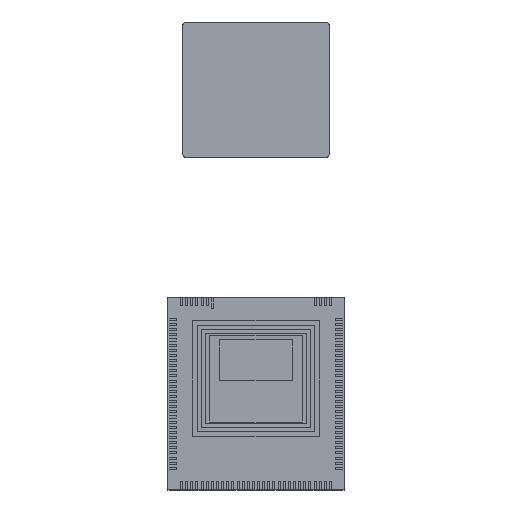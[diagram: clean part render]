
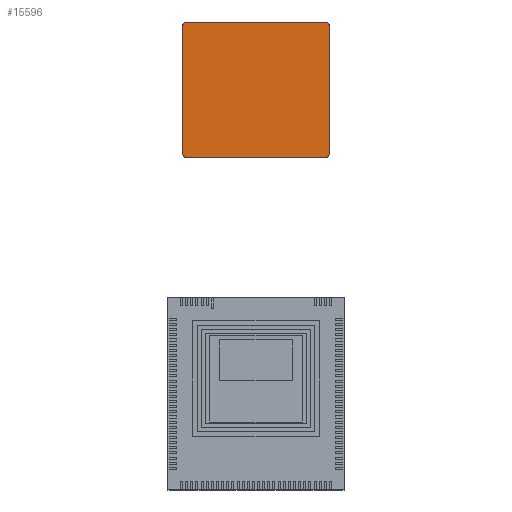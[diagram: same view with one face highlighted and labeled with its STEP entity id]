
A CAD part, top view. The second image highlights one B-rep face of the part: STEP entity #15596.
In plain terms, the highlighted planar face has unit normal (0, 0, 1).
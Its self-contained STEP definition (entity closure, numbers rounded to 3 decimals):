
#15330=CARTESIAN_POINT('',(12.062,64.402,4.29));
#15331=VERTEX_POINT('',#15330);
#15332=CARTESIAN_POINT('',(12.662,63.802,4.29));
#15333=VERTEX_POINT('',#15332);
#15334=CARTESIAN_POINT('',(12.062,63.802,4.29));
#15335=DIRECTION('',(0.0,0.0,-1.0));
#15336=DIRECTION('',(0.707,0.707,0.0));
#15337=AXIS2_PLACEMENT_3D('',#15334,#15335,#15336);
#15338=CIRCLE('',#15337,0.6);
#15339=EDGE_CURVE('',#15331,#15333,#15338,.T.);
#15372=CARTESIAN_POINT('',(12.662,41.532,4.29));
#15373=VERTEX_POINT('',#15372);
#15374=CARTESIAN_POINT('',(12.662,63.802,4.29));
#15375=DIRECTION('',(0.0,-1.0,0.0));
#15376=VECTOR('',#15375,22.27);
#15377=LINE('',#15374,#15376);
#15378=EDGE_CURVE('',#15333,#15373,#15377,.T.);
#15403=CARTESIAN_POINT('',(12.062,40.932,4.29));
#15404=VERTEX_POINT('',#15403);
#15405=CARTESIAN_POINT('',(12.062,41.532,4.29));
#15406=DIRECTION('',(0.0,0.0,-1.0));
#15407=DIRECTION('',(0.707,-0.707,0.0));
#15408=AXIS2_PLACEMENT_3D('',#15405,#15406,#15407);
#15409=CIRCLE('',#15408,0.6);
#15410=EDGE_CURVE('',#15373,#15404,#15409,.T.);
#15436=CARTESIAN_POINT('',(-12.062,40.932,4.29));
#15437=VERTEX_POINT('',#15436);
#15438=CARTESIAN_POINT('',(12.062,40.932,4.29));
#15439=DIRECTION('',(-1.0,0.0,0.0));
#15440=VECTOR('',#15439,24.124);
#15441=LINE('',#15438,#15440);
#15442=EDGE_CURVE('',#15404,#15437,#15441,.T.);
#15467=CARTESIAN_POINT('',(-12.662,41.532,4.29));
#15468=VERTEX_POINT('',#15467);
#15469=CARTESIAN_POINT('',(-12.062,41.532,4.29));
#15470=DIRECTION('',(0.0,0.0,-1.0));
#15471=DIRECTION('',(-0.707,-0.707,0.0));
#15472=AXIS2_PLACEMENT_3D('',#15469,#15470,#15471);
#15473=CIRCLE('',#15472,0.6);
#15474=EDGE_CURVE('',#15437,#15468,#15473,.T.);
#15500=CARTESIAN_POINT('',(-12.662,63.802,4.29));
#15501=VERTEX_POINT('',#15500);
#15502=CARTESIAN_POINT('',(-12.662,41.532,4.29));
#15503=DIRECTION('',(0.0,1.0,0.0));
#15504=VECTOR('',#15503,22.27);
#15505=LINE('',#15502,#15504);
#15506=EDGE_CURVE('',#15468,#15501,#15505,.T.);
#15531=CARTESIAN_POINT('',(-12.062,64.402,4.29));
#15532=VERTEX_POINT('',#15531);
#15533=CARTESIAN_POINT('',(-12.062,63.802,4.29));
#15534=DIRECTION('',(0.0,0.0,-1.0));
#15535=DIRECTION('',(-0.707,0.707,0.0));
#15536=AXIS2_PLACEMENT_3D('',#15533,#15534,#15535);
#15537=CIRCLE('',#15536,0.6);
#15538=EDGE_CURVE('',#15501,#15532,#15537,.T.);
#15564=CARTESIAN_POINT('',(-12.062,64.402,4.29));
#15565=DIRECTION('',(1.0,0.0,0.0));
#15566=VECTOR('',#15565,24.124);
#15567=LINE('',#15564,#15566);
#15568=EDGE_CURVE('',#15532,#15331,#15567,.T.);
#15581=CARTESIAN_POINT('',(0.,52.667,4.29));
#15582=DIRECTION('',(0.0,0.0,1.0));
#15583=DIRECTION('',(1.0,0.0,0.0));
#15584=AXIS2_PLACEMENT_3D('',#15581,#15582,#15583);
#15585=PLANE('',#15584);
#15586=ORIENTED_EDGE('',*,*,#15339,.F.);
#15587=ORIENTED_EDGE('',*,*,#15568,.F.);
#15588=ORIENTED_EDGE('',*,*,#15538,.F.);
#15589=ORIENTED_EDGE('',*,*,#15506,.F.);
#15590=ORIENTED_EDGE('',*,*,#15474,.F.);
#15591=ORIENTED_EDGE('',*,*,#15442,.F.);
#15592=ORIENTED_EDGE('',*,*,#15410,.F.);
#15593=ORIENTED_EDGE('',*,*,#15378,.F.);
#15594=EDGE_LOOP('',(#15586,#15587,#15588,#15589,#15590,#15591,#15592,#15593));
#15595=FACE_OUTER_BOUND('',#15594,.T.);
#15596=ADVANCED_FACE('',(#15595),#15585,.T.);
